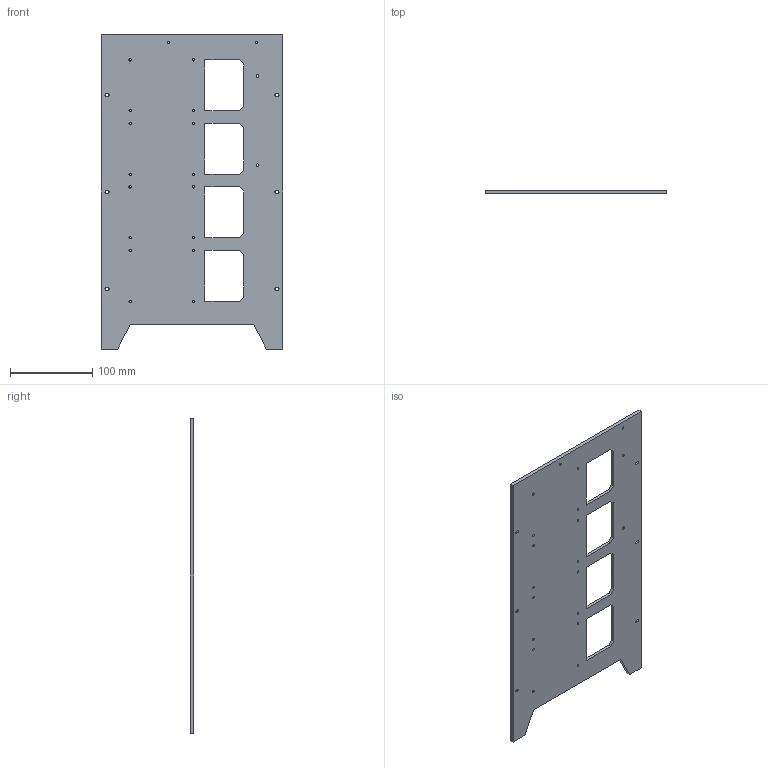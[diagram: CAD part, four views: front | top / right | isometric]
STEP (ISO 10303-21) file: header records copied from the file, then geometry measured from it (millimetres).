
FILE_DESCRIPTION (( 'STEP AP214' ), '1' );
FILE_NAME ('Acrylic_Panel_drive.STEP', '2023-06-14T08:56:49', ( '' ), ( '' ), 'SwSTEP 2.0', 'SolidWorks 2021', '' );
FILE_SCHEMA (( 'AUTOMOTIVE_DESIGN' ));
Length unit declared in the file: millimetre
Products named in the file (1): Acrylic_Panel_drive
Bounding box: 220 x 4 x 381 mm (x, y, z)
Volume: 268620.8 mm3; surface area: 143705.6 mm2
Topology: 1 solids, 1 shells, 98 faces, 288 edges, 192 vertices
Faces by surface type: cylinder 52, plane 46
Entity records: 3450 total; most frequent: DIRECTION 590, CARTESIAN_POINT 579, ORIENTED_EDGE 576, EDGE_CURVE 288, AXIS2_PLACEMENT_3D 203, VERTEX_POINT 192, LINE 184, VECTOR 184
